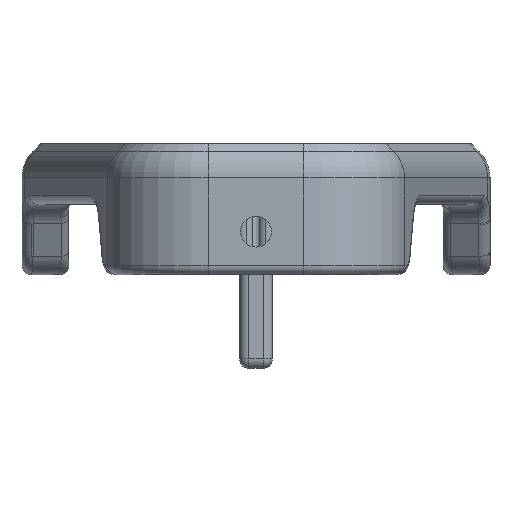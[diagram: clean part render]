
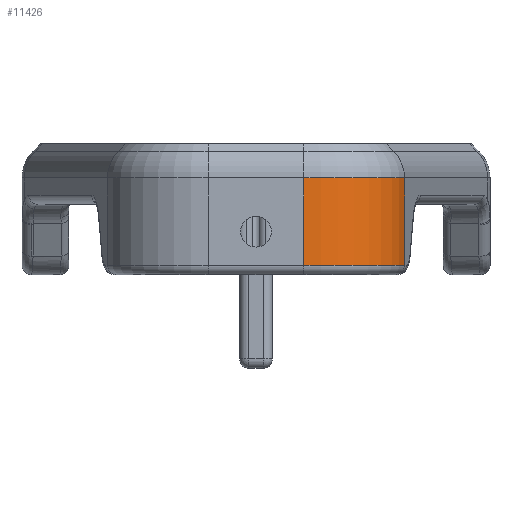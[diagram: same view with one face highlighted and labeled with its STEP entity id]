
A CAD part, front view. The second image highlights one B-rep face of the part: STEP entity #11426.
In plain terms, the highlighted cylindrical face has radius 11 mm (diameter 22 mm), a partial arc.
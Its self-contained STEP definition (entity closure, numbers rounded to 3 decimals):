
#34 = VECTOR ( 'NONE', #2017, 1000. ) ;
#96 = DIRECTION ( 'NONE',  ( 0., 0., -1. ) ) ;
#107 = AXIS2_PLACEMENT_3D ( 'NONE', #3998, #3860, #11705 ) ;
#742 = CYLINDRICAL_SURFACE ( 'NONE', #9122, 11. ) ;
#950 = VERTEX_POINT ( 'NONE', #10461 ) ;
#954 = DIRECTION ( 'NONE',  ( -1., 0., 0. ) ) ;
#1229 = CARTESIAN_POINT ( 'NONE',  ( 5.113, 11., -8. ) ) ;
#1382 = DIRECTION ( 'NONE',  ( 0., 0., 1. ) ) ;
#1530 = VERTEX_POINT ( 'NONE', #13422 ) ;
#2017 = DIRECTION ( 'NONE',  ( 0., 0., 1. ) ) ;
#2066 = EDGE_CURVE ( 'NONE', #950, #7008, #5385, .T. ) ;
#2076 = DIRECTION ( 'NONE',  ( 0., 0., -1. ) ) ;
#2277 = LINE ( 'NONE', #3273, #34 ) ;
#2926 = EDGE_CURVE ( 'NONE', #950, #1530, #2277, .T. ) ;
#3126 = LINE ( 'NONE', #14104, #12760 ) ;
#3273 = CARTESIAN_POINT ( 'NONE',  ( 5.113, 0., 5. ) ) ;
#3345 = FACE_OUTER_BOUND ( 'NONE', #7278, .T. ) ;
#3788 = CARTESIAN_POINT ( 'NONE',  ( 15.868, 8.688, -8. ) ) ;
#3860 = DIRECTION ( 'NONE',  ( 0., 0., -1. ) ) ;
#3998 = CARTESIAN_POINT ( 'NONE',  ( 5.113, 11., 1.343 ) ) ;
#5379 = EDGE_CURVE ( 'NONE', #13805, #1530, #7023, .T. ) ;
#5385 = CIRCLE ( 'NONE', #9511, 11. ) ;
#7008 = VERTEX_POINT ( 'NONE', #3788 ) ;
#7023 = CIRCLE ( 'NONE', #107, 11. ) ;
#7278 = EDGE_LOOP ( 'NONE', ( #14044, #8854, #11312, #9054 ) ) ;
#8854 = ORIENTED_EDGE ( 'NONE', *, *, #2066, .T. ) ;
#9054 = ORIENTED_EDGE ( 'NONE', *, *, #5379, .T. ) ;
#9122 = AXIS2_PLACEMENT_3D ( 'NONE', #11054, #96, #954 ) ;
#9511 = AXIS2_PLACEMENT_3D ( 'NONE', #1229, #1382, #11190 ) ;
#9921 = CARTESIAN_POINT ( 'NONE',  ( 15.868, 8.688, 1.343 ) ) ;
#10461 = CARTESIAN_POINT ( 'NONE',  ( 5.113, 0., -8. ) ) ;
#11054 = CARTESIAN_POINT ( 'NONE',  ( 5.113, 11., 5. ) ) ;
#11190 = DIRECTION ( 'NONE',  ( 1., 0., 0. ) ) ;
#11312 = ORIENTED_EDGE ( 'NONE', *, *, #12577, .F. ) ;
#11426 = ADVANCED_FACE ( 'NONE', ( #3345 ), #742, .T. ) ;
#11705 = DIRECTION ( 'NONE',  ( 1., 0., 0. ) ) ;
#12577 = EDGE_CURVE ( 'NONE', #13805, #7008, #3126, .T. ) ;
#12760 = VECTOR ( 'NONE', #2076, 1000. ) ;
#13422 = CARTESIAN_POINT ( 'NONE',  ( 5.113, 0., 1.343 ) ) ;
#13805 = VERTEX_POINT ( 'NONE', #9921 ) ;
#14044 = ORIENTED_EDGE ( 'NONE', *, *, #2926, .F. ) ;
#14104 = CARTESIAN_POINT ( 'NONE',  ( 15.868, 8.688, 5. ) ) ;
